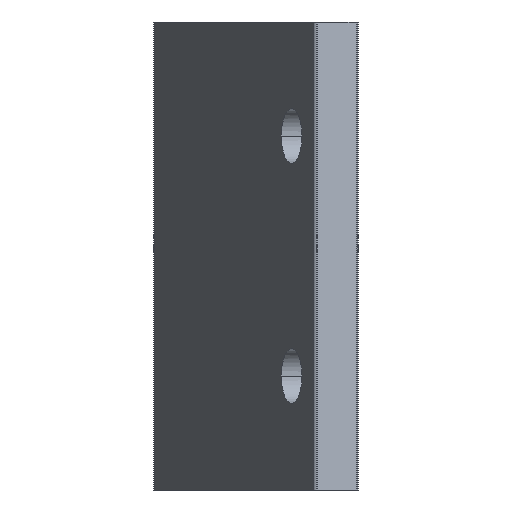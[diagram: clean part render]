
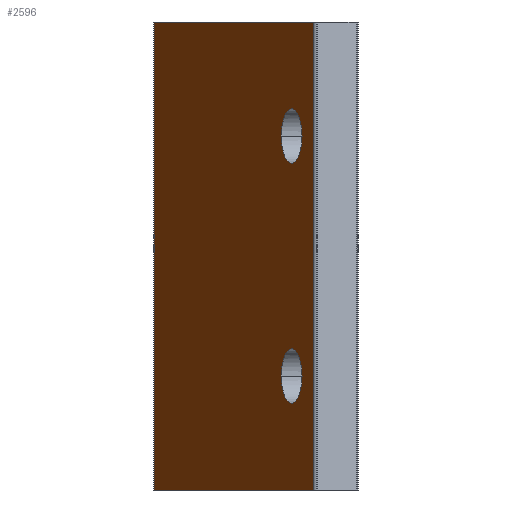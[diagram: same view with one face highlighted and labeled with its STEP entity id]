
A CAD part, left-side view. The second image highlights one B-rep face of the part: STEP entity #2596.
In plain terms, the highlighted planar face has unit normal (-0.383, 0.924, 0).
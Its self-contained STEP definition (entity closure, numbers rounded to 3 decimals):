
#29 = VECTOR ( 'NONE', #1961, 1000. ) ;
#351 = CIRCLE ( 'NONE', #5659, 4.5 ) ;
#441 = DIRECTION ( 'NONE',  ( 0.383, -0.924, 0. ) ) ;
#476 = DIRECTION ( 'NONE',  ( 0.924, 0.383, 0. ) ) ;
#539 = DIRECTION ( 'NONE',  ( 0.383, -0.924, 0. ) ) ;
#566 = EDGE_CURVE ( 'NONE', #6406, #4686, #3725, .T. ) ;
#719 = CARTESIAN_POINT ( 'NONE',  ( 10406.812, 2577.754, 25. ) ) ;
#780 = CARTESIAN_POINT ( 'NONE',  ( 10393.416, 2572.205, -34. ) ) ;
#840 = DIRECTION ( 'NONE',  ( -0.924, -0.383, 0. ) ) ;
#881 = AXIS2_PLACEMENT_3D ( 'NONE', #3040, #7452, #3698 ) ;
#937 = AXIS2_PLACEMENT_3D ( 'NONE', #6855, #3062, #7468 ) ;
#1051 = ORIENTED_EDGE ( 'NONE', *, *, #5870, .T. ) ;
#1196 = EDGE_LOOP ( 'NONE', ( #2901, #7585 ) ) ;
#1342 = CARTESIAN_POINT ( 'NONE',  ( 10457.972, 2598.946, 10. ) ) ;
#1612 = CARTESIAN_POINT ( 'NONE',  ( 10393.878, 2572.397, 10. ) ) ;
#1772 = EDGE_CURVE ( 'NONE', #3983, #2956, #5282, .T. ) ;
#1872 = LINE ( 'NONE', #1342, #29 ) ;
#1961 = DIRECTION ( 'NONE',  ( 0., 0., -1. ) ) ;
#1996 = EDGE_LOOP ( 'NONE', ( #6737, #2304 ) ) ;
#2304 = ORIENTED_EDGE ( 'NONE', *, *, #2731, .T. ) ;
#2340 = LINE ( 'NONE', #3586, #3995 ) ;
#2472 = CIRCLE ( 'NONE', #5931, 4.5 ) ;
#2596 = ADVANCED_FACE ( 'NONE', ( #4724, #5136, #6428 ), #3582, .F. ) ;
#2658 = CARTESIAN_POINT ( 'NONE',  ( 10406.812, 2577.754, -15. ) ) ;
#2707 = VERTEX_POINT ( 'NONE', #4133 ) ;
#2731 = EDGE_CURVE ( 'NONE', #2956, #3983, #2472, .T. ) ;
#2817 = VERTEX_POINT ( 'NONE', #5530 ) ;
#2901 = ORIENTED_EDGE ( 'NONE', *, *, #5975, .T. ) ;
#2956 = VERTEX_POINT ( 'NONE', #719 ) ;
#3040 = CARTESIAN_POINT ( 'NONE',  ( 10402.654, 2576.032, -15. ) ) ;
#3062 = DIRECTION ( 'NONE',  ( 0.383, -0.924, 0. ) ) ;
#3366 = EDGE_CURVE ( 'NONE', #2707, #6406, #1872, .T. ) ;
#3440 = VERTEX_POINT ( 'NONE', #2658 ) ;
#3582 = PLANE ( 'NONE',  #4805 ) ;
#3586 = CARTESIAN_POINT ( 'NONE',  ( 10393.416, 2572.205, 44. ) ) ;
#3698 = DIRECTION ( 'NONE',  ( 0.924, 0.383, 0. ) ) ;
#3718 = CARTESIAN_POINT ( 'NONE',  ( 10398.497, 2574.31, 25. ) ) ;
#3725 = LINE ( 'NONE', #780, #6876 ) ;
#3983 = VERTEX_POINT ( 'NONE', #3718 ) ;
#3995 = VECTOR ( 'NONE', #7266, 1000. ) ;
#4051 = VECTOR ( 'NONE', #6600, 1000. ) ;
#4133 = CARTESIAN_POINT ( 'NONE',  ( 10457.972, 2598.946, 44. ) ) ;
#4164 = CARTESIAN_POINT ( 'NONE',  ( 10402.654, 2576.032, 25. ) ) ;
#4198 = DIRECTION ( 'NONE',  ( 0.383, -0.924, 0. ) ) ;
#4262 = CARTESIAN_POINT ( 'NONE',  ( 10402.654, 2576.032, -15. ) ) ;
#4686 = VERTEX_POINT ( 'NONE', #5155 ) ;
#4724 = FACE_BOUND ( 'NONE', #1196, .T. ) ;
#4797 = DIRECTION ( 'NONE',  ( 0.924, 0.383, 0. ) ) ;
#4805 = AXIS2_PLACEMENT_3D ( 'NONE', #4806, #4198, #476 ) ;
#4806 = CARTESIAN_POINT ( 'NONE',  ( 10393.416, 2572.205, 10. ) ) ;
#4900 = DIRECTION ( 'NONE',  ( 0.924, 0.383, 0. ) ) ;
#4931 = CIRCLE ( 'NONE', #881, 4.5 ) ;
#5136 = FACE_BOUND ( 'NONE', #1996, .T. ) ;
#5155 = CARTESIAN_POINT ( 'NONE',  ( 10393.878, 2572.397, -34. ) ) ;
#5282 = CIRCLE ( 'NONE', #937, 4.5 ) ;
#5530 = CARTESIAN_POINT ( 'NONE',  ( 10393.878, 2572.397, 44. ) ) ;
#5659 = AXIS2_PLACEMENT_3D ( 'NONE', #4262, #539, #4900 ) ;
#5774 = CARTESIAN_POINT ( 'NONE',  ( 10398.497, 2574.31, -15. ) ) ;
#5836 = ORIENTED_EDGE ( 'NONE', *, *, #3366, .T. ) ;
#5870 = EDGE_CURVE ( 'NONE', #4686, #2817, #5943, .T. ) ;
#5931 = AXIS2_PLACEMENT_3D ( 'NONE', #4164, #441, #4797 ) ;
#5943 = LINE ( 'NONE', #1612, #4051 ) ;
#5975 = EDGE_CURVE ( 'NONE', #7287, #3440, #351, .T. ) ;
#6022 = EDGE_CURVE ( 'NONE', #3440, #7287, #4931, .T. ) ;
#6086 = EDGE_LOOP ( 'NONE', ( #7343, #5836, #6764, #1051 ) ) ;
#6406 = VERTEX_POINT ( 'NONE', #7308 ) ;
#6428 = FACE_OUTER_BOUND ( 'NONE', #6086, .T. ) ;
#6600 = DIRECTION ( 'NONE',  ( 0., 0., 1. ) ) ;
#6737 = ORIENTED_EDGE ( 'NONE', *, *, #1772, .T. ) ;
#6764 = ORIENTED_EDGE ( 'NONE', *, *, #566, .T. ) ;
#6855 = CARTESIAN_POINT ( 'NONE',  ( 10402.654, 2576.032, 25. ) ) ;
#6876 = VECTOR ( 'NONE', #840, 1000. ) ;
#7266 = DIRECTION ( 'NONE',  ( -0.924, -0.383, 0. ) ) ;
#7287 = VERTEX_POINT ( 'NONE', #5774 ) ;
#7308 = CARTESIAN_POINT ( 'NONE',  ( 10457.972, 2598.946, -34. ) ) ;
#7343 = ORIENTED_EDGE ( 'NONE', *, *, #7469, .F. ) ;
#7452 = DIRECTION ( 'NONE',  ( 0.383, -0.924, 0. ) ) ;
#7468 = DIRECTION ( 'NONE',  ( 0.924, 0.383, 0. ) ) ;
#7469 = EDGE_CURVE ( 'NONE', #2707, #2817, #2340, .T. ) ;
#7585 = ORIENTED_EDGE ( 'NONE', *, *, #6022, .T. ) ;
